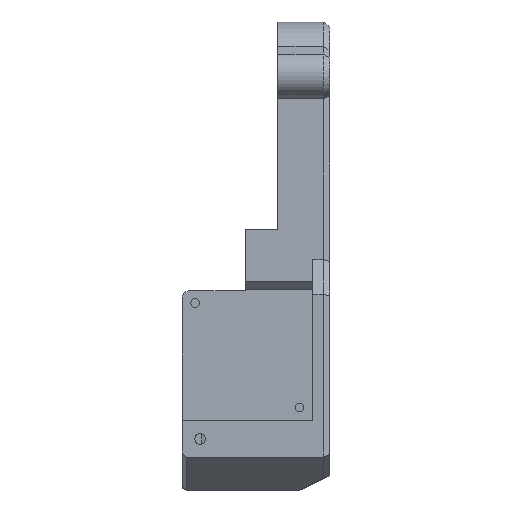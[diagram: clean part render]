
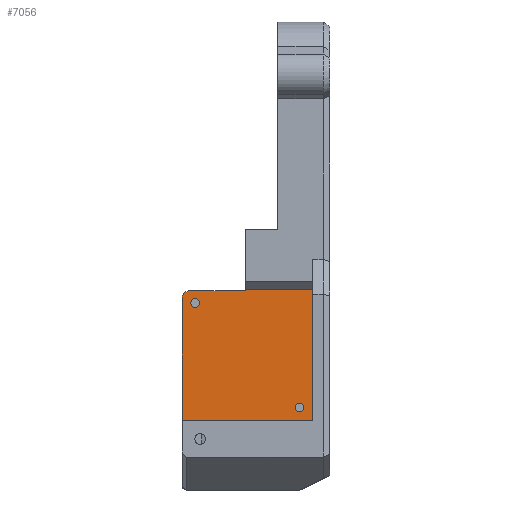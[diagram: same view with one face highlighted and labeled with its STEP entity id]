
A CAD part, front view. The second image highlights one B-rep face of the part: STEP entity #7056.
In plain terms, the highlighted planar face has unit normal (0, -1, 0).
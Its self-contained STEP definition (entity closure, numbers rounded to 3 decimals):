
#241=FACE_BOUND('',#2936,.T.);
#242=FACE_BOUND('',#2937,.T.);
#443=LINE('',#9780,#1233);
#463=LINE('',#9832,#1253);
#645=LINE('',#10291,#1435);
#748=LINE('',#10638,#1538);
#1052=LINE('',#11562,#1842);
#1079=LINE('',#11623,#1869);
#1080=LINE('',#11624,#1870);
#1093=LINE('',#11650,#1883);
#1094=LINE('',#11653,#1884);
#1096=LINE('',#11656,#1886);
#1233=VECTOR('',#7890,10.);
#1253=VECTOR('',#7936,10.);
#1435=VECTOR('',#8226,10.);
#1538=VECTOR('',#8467,10.);
#1842=VECTOR('',#9253,10.);
#1869=VECTOR('',#9320,10.);
#1870=VECTOR('',#9321,10.);
#1883=VECTOR('',#9350,10.);
#1884=VECTOR('',#9353,10.);
#1886=VECTOR('',#9357,10.);
#2163=PLANE('',#7575);
#2524=FACE_OUTER_BOUND('',#2935,.T.);
#2935=EDGE_LOOP('',(#6603,#6604,#6605,#6606,#6607,#6608,#6609,#6610,#6611,
#6612,#6613));
#2936=EDGE_LOOP('',(#6614));
#2937=EDGE_LOOP('',(#6615));
#3013=CIRCLE('',#7205,1.8);
#3040=CIRCLE('',#7414,1.);
#3042=CIRCLE('',#7418,1.);
#3254=VERTEX_POINT('',#9777);
#3255=VERTEX_POINT('',#9779);
#3273=VERTEX_POINT('',#9829);
#3274=VERTEX_POINT('',#9831);
#3281=VERTEX_POINT('',#9853);
#3303=VERTEX_POINT('',#9921);
#3437=VERTEX_POINT('',#10290);
#3515=VERTEX_POINT('',#10635);
#3516=VERTEX_POINT('',#10637);
#3631=VERTEX_POINT('',#11246);
#3633=VERTEX_POINT('',#11253);
#3715=VERTEX_POINT('',#11560);
#3735=VERTEX_POINT('',#11652);
#3925=EDGE_CURVE('',#3255,#3254,#443,.T.);
#3951=EDGE_CURVE('',#3274,#3273,#463,.T.);
#3997=EDGE_CURVE('',#3255,#3303,#3013,.T.);
#4159=EDGE_CURVE('',#3281,#3437,#645,.F.);
#4288=EDGE_CURVE('',#3515,#3516,#748,.T.);
#4508=EDGE_CURVE('',#3631,#3631,#3040,.T.);
#4511=EDGE_CURVE('',#3633,#3633,#3042,.T.);
#4662=EDGE_CURVE('',#3715,#3515,#1052,.T.);
#4692=EDGE_CURVE('',#3254,#3437,#1079,.T.);
#4693=EDGE_CURVE('',#3516,#3273,#1080,.T.);
#4706=EDGE_CURVE('',#3274,#3281,#1093,.T.);
#4707=EDGE_CURVE('',#3303,#3735,#1094,.T.);
#4709=EDGE_CURVE('',#3715,#3735,#1096,.T.);
#6603=ORIENTED_EDGE('',*,*,#3997,.F.);
#6604=ORIENTED_EDGE('',*,*,#3925,.T.);
#6605=ORIENTED_EDGE('',*,*,#4692,.T.);
#6606=ORIENTED_EDGE('',*,*,#4159,.F.);
#6607=ORIENTED_EDGE('',*,*,#4706,.F.);
#6608=ORIENTED_EDGE('',*,*,#3951,.T.);
#6609=ORIENTED_EDGE('',*,*,#4693,.F.);
#6610=ORIENTED_EDGE('',*,*,#4288,.F.);
#6611=ORIENTED_EDGE('',*,*,#4662,.F.);
#6612=ORIENTED_EDGE('',*,*,#4709,.T.);
#6613=ORIENTED_EDGE('',*,*,#4707,.F.);
#6614=ORIENTED_EDGE('',*,*,#4508,.T.);
#6615=ORIENTED_EDGE('',*,*,#4511,.T.);
#7056=ADVANCED_FACE('',(#2524,#241,#242),#2163,.T.);
#7205=AXIS2_PLACEMENT_3D('',#9922,#8020,#8021);
#7414=AXIS2_PLACEMENT_3D('',#11247,#8890,#8891);
#7418=AXIS2_PLACEMENT_3D('',#11254,#8899,#8900);
#7575=AXIS2_PLACEMENT_3D('',#11655,#9355,#9356);
#7890=DIRECTION('',(0.,0.,-1.));
#7936=DIRECTION('',(0.,0.,1.));
#8020=DIRECTION('center_axis',(0.,1.,0.));
#8021=DIRECTION('ref_axis',(-0.707,0.,0.707));
#8226=DIRECTION('',(0.707,0.,-0.707));
#8467=DIRECTION('',(0.,0.,-1.));
#8890=DIRECTION('center_axis',(0.,1.,0.));
#8891=DIRECTION('ref_axis',(0.,0.,-1.));
#8899=DIRECTION('center_axis',(0.,1.,0.));
#8900=DIRECTION('ref_axis',(0.,0.,-1.));
#9253=DIRECTION('',(1.,0.,0.));
#9320=DIRECTION('',(1.,0.,0.));
#9321=DIRECTION('',(-1.,0.,0.));
#9350=DIRECTION('',(-1.,0.,0.));
#9353=DIRECTION('',(1.,0.,0.));
#9355=DIRECTION('center_axis',(0.,-1.,0.));
#9356=DIRECTION('ref_axis',(-1.,0.,0.));
#9357=DIRECTION('',(0.,0.,-1.));
#9777=CARTESIAN_POINT('',(15.5,-20.,-19.485));
#9779=CARTESIAN_POINT('',(15.5,-20.,8.515));
#9780=CARTESIAN_POINT('',(15.5,-20.,-19.485));
#9829=CARTESIAN_POINT('',(40.,-20.,-19.485));
#9831=CARTESIAN_POINT('',(40.,-20.,-21.485));
#9832=CARTESIAN_POINT('',(40.,-20.,-20.985));
#9853=CARTESIAN_POINT('',(20.,-20.,-21.485));
#9921=CARTESIAN_POINT('',(17.3,-20.,10.315));
#9922=CARTESIAN_POINT('Origin',(17.3,-20.,8.515));
#10290=CARTESIAN_POINT('',(18.,-20.,-19.485));
#10291=CARTESIAN_POINT('',(23.375,-20.,-24.86));
#10635=CARTESIAN_POINT('',(45.5,-20.,10.515));
#10637=CARTESIAN_POINT('',(45.5,-20.,-19.485));
#10638=CARTESIAN_POINT('',(45.5,-20.,-12.61));
#11246=CARTESIAN_POINT('',(42.5,-20.,-15.485));
#11247=CARTESIAN_POINT('Origin',(42.5,-20.,-16.485));
#11253=CARTESIAN_POINT('',(18.5,-20.,8.515));
#11254=CARTESIAN_POINT('Origin',(18.5,-20.,7.515));
#11560=CARTESIAN_POINT('',(30.,-20.,10.515));
#11562=CARTESIAN_POINT('',(37.625,-20.,10.515));
#11623=CARTESIAN_POINT('',(27.5,-20.,-19.485));
#11624=CARTESIAN_POINT('',(38.,-20.,-19.485));
#11650=CARTESIAN_POINT('',(38.,-20.,-21.485));
#11652=CARTESIAN_POINT('',(30.,-20.,10.315));
#11653=CARTESIAN_POINT('',(34.,-20.,10.315));
#11655=CARTESIAN_POINT('Origin',(37.5,-20.,-19.485));
#11656=CARTESIAN_POINT('',(30.,-20.,-0.485));
